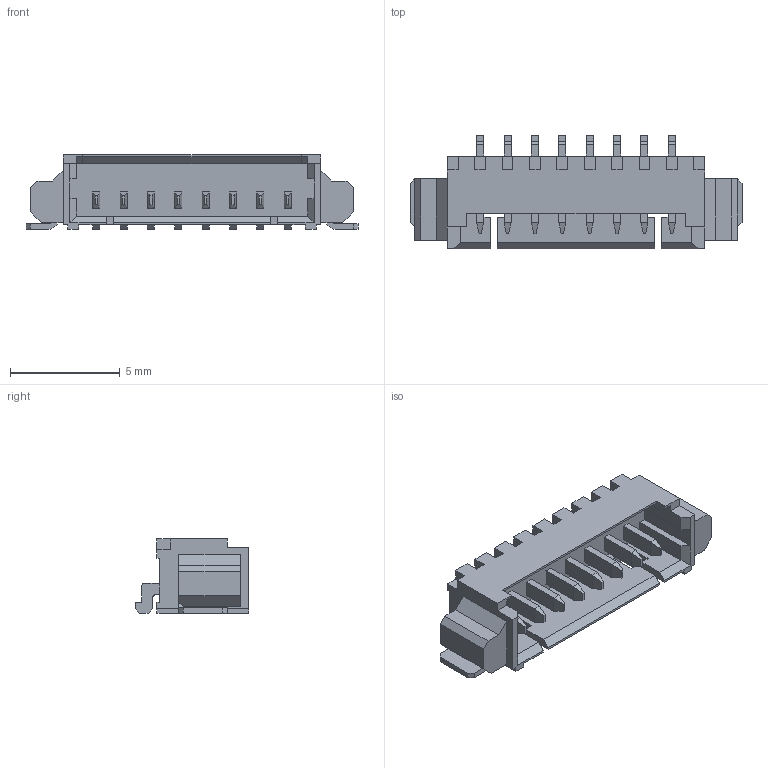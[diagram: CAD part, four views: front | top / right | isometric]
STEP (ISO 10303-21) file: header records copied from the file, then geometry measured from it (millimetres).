
FILE_DESCRIPTION (( 'STEP AP214' ), '1' );
FILE_NAME ('532610871.STEP', '2021-11-24T20:40:48', ( 'AVRASM1234' ), ( '' ), 'SwSTEP 2.0', 'SolidWorks 2017', '' );
FILE_SCHEMA (( 'AUTOMOTIVE_DESIGN' ));
Length unit declared in the file: millimetre
Products named in the file (1): 532610871
Bounding box: 15.15 x 5.2 x 3.4 mm (x, y, z)
Volume: 91.5 mm3; surface area: 421.4 mm2
Topology: 11 solids, 11 shells, 444 faces, 1216 edges, 796 vertices
Faces by surface type: plane 420, cylinder 24
Entity records: 16156 total; most frequent: CARTESIAN_POINT 2457, ORIENTED_EDGE 2432, DIRECTION 2154, EDGE_CURVE 1216, LINE 1168, VECTOR 1168, VERTEX_POINT 796, AXIS2_PLACEMENT_3D 493
